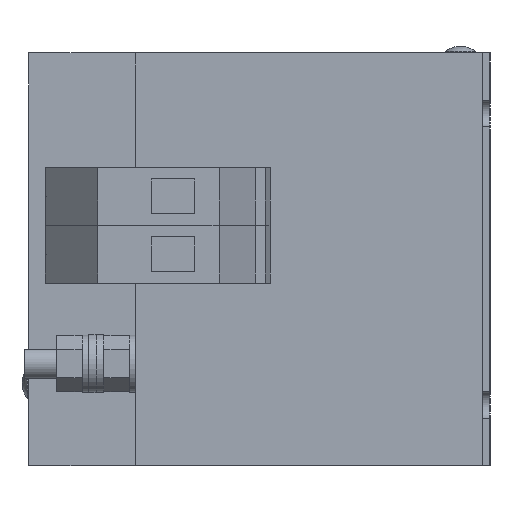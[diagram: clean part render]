
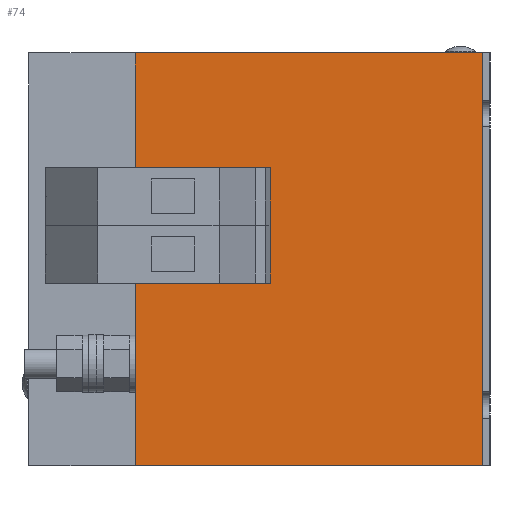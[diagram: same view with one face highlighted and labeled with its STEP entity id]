
A CAD part, left-side view. The second image highlights one B-rep face of the part: STEP entity #74.
In plain terms, the highlighted planar face has unit normal (-1, 0, 0).
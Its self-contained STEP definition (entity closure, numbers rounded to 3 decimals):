
#6 = LINE ( 'NONE', #3540, #6201 ) ;
#74 = ADVANCED_FACE ( 'NONE', ( #2566 ), #2025, .T. ) ;
#188 = LINE ( 'NONE', #4338, #6438 ) ;
#246 = VERTEX_POINT ( 'NONE', #4974 ) ;
#274 = CARTESIAN_POINT ( 'NONE',  ( -97.5, 43.8, 19.4 ) ) ;
#576 = LINE ( 'NONE', #4686, #7501 ) ;
#639 = EDGE_CURVE ( 'NONE', #6631, #1723, #1763, .T. ) ;
#764 = ORIENTED_EDGE ( 'NONE', *, *, #639, .T. ) ;
#960 = VECTOR ( 'NONE', #4659, 1000. ) ;
#1031 = CARTESIAN_POINT ( 'NONE',  ( -97.5, 43.8, -42. ) ) ;
#1107 = EDGE_CURVE ( 'NONE', #246, #3562, #6, .T. ) ;
#1160 = EDGE_CURVE ( 'NONE', #7600, #6131, #1834, .T. ) ;
#1228 = ORIENTED_EDGE ( 'NONE', *, *, #2483, .T. ) ;
#1251 = DIRECTION ( 'NONE',  ( 0., 0., -1. ) ) ;
#1492 = EDGE_CURVE ( 'NONE', #246, #6373, #4036, .T. ) ;
#1517 = CARTESIAN_POINT ( 'NONE',  ( -97.5, 71.5, 43. ) ) ;
#1723 = VERTEX_POINT ( 'NONE', #274 ) ;
#1763 = LINE ( 'NONE', #4128, #4014 ) ;
#1803 = CARTESIAN_POINT ( 'NONE',  ( -97.5, 0., -42. ) ) ;
#1834 = LINE ( 'NONE', #4200, #4058 ) ;
#1874 = DIRECTION ( 'NONE',  ( 0., -1., 0. ) ) ;
#1887 = ORIENTED_EDGE ( 'NONE', *, *, #5016, .F. ) ;
#2025 = PLANE ( 'NONE',  #4098 ) ;
#2117 = VERTEX_POINT ( 'NONE', #3254 ) ;
#2302 = LINE ( 'NONE', #1031, #960 ) ;
#2332 = DIRECTION ( 'NONE',  ( 0., -1., 0. ) ) ;
#2483 = EDGE_CURVE ( 'NONE', #3562, #2117, #3665, .T. ) ;
#2566 = FACE_OUTER_BOUND ( 'NONE', #3793, .T. ) ;
#2993 = VECTOR ( 'NONE', #2332, 1000. ) ;
#3254 = CARTESIAN_POINT ( 'NONE',  ( -97.5, 0., 43. ) ) ;
#3411 = CARTESIAN_POINT ( 'NONE',  ( -97.5, 71.5, 19.4 ) ) ;
#3531 = DIRECTION ( 'NONE',  ( 0., 0., 1. ) ) ;
#3534 = LINE ( 'NONE', #5895, #2993 ) ;
#3540 = CARTESIAN_POINT ( 'NONE',  ( -97.5, 0., -42. ) ) ;
#3562 = VERTEX_POINT ( 'NONE', #7587 ) ;
#3665 = LINE ( 'NONE', #1803, #7254 ) ;
#3697 = ORIENTED_EDGE ( 'NONE', *, *, #7385, .F. ) ;
#3729 = EDGE_CURVE ( 'NONE', #6631, #5368, #188, .T. ) ;
#3793 = EDGE_LOOP ( 'NONE', ( #7028, #764, #4042, #4156, #1887, #7429, #4735, #1228, #3697 ) ) ;
#4014 = VECTOR ( 'NONE', #6491, 1000. ) ;
#4036 = LINE ( 'NONE', #6473, #6402 ) ;
#4042 = ORIENTED_EDGE ( 'NONE', *, *, #4344, .T. ) ;
#4058 = VECTOR ( 'NONE', #1251, 1000. ) ;
#4098 = AXIS2_PLACEMENT_3D ( 'NONE', #6786, #6166, #4922 ) ;
#4128 = CARTESIAN_POINT ( 'NONE',  ( -97.5, 0., 19.4 ) ) ;
#4150 = DIRECTION ( 'NONE',  ( 0., -1., 0. ) ) ;
#4156 = ORIENTED_EDGE ( 'NONE', *, *, #1160, .T. ) ;
#4200 = CARTESIAN_POINT ( 'NONE',  ( -97.5, 43.8, -42. ) ) ;
#4338 = CARTESIAN_POINT ( 'NONE',  ( -97.5, 71.5, -42. ) ) ;
#4344 = EDGE_CURVE ( 'NONE', #1723, #7600, #2302, .T. ) ;
#4507 = CARTESIAN_POINT ( 'NONE',  ( -97.5, 43.8, 7.5 ) ) ;
#4659 = DIRECTION ( 'NONE',  ( 0., 0., -1. ) ) ;
#4686 = CARTESIAN_POINT ( 'NONE',  ( -97.5, 0., -4.4 ) ) ;
#4735 = ORIENTED_EDGE ( 'NONE', *, *, #1107, .T. ) ;
#4922 = DIRECTION ( 'NONE',  ( 0., -1., 0. ) ) ;
#4974 = CARTESIAN_POINT ( 'NONE',  ( -97.5, 71.5, -42. ) ) ;
#5016 = EDGE_CURVE ( 'NONE', #6373, #6131, #576, .T. ) ;
#5361 = CARTESIAN_POINT ( 'NONE',  ( -97.5, 43.8, -4.4 ) ) ;
#5368 = VERTEX_POINT ( 'NONE', #1517 ) ;
#5375 = DIRECTION ( 'NONE',  ( 0., 0., 1. ) ) ;
#5895 = CARTESIAN_POINT ( 'NONE',  ( -97.5, 0., 43. ) ) ;
#6131 = VERTEX_POINT ( 'NONE', #5361 ) ;
#6166 = DIRECTION ( 'NONE',  ( -1., 0., 0. ) ) ;
#6201 = VECTOR ( 'NONE', #1874, 1000. ) ;
#6373 = VERTEX_POINT ( 'NONE', #7059 ) ;
#6402 = VECTOR ( 'NONE', #3531, 1000. ) ;
#6438 = VECTOR ( 'NONE', #5375, 1000. ) ;
#6473 = CARTESIAN_POINT ( 'NONE',  ( -97.5, 71.5, -42. ) ) ;
#6491 = DIRECTION ( 'NONE',  ( 0., -1., 0. ) ) ;
#6631 = VERTEX_POINT ( 'NONE', #3411 ) ;
#6786 = CARTESIAN_POINT ( 'NONE',  ( -97.5, 0., -42. ) ) ;
#7028 = ORIENTED_EDGE ( 'NONE', *, *, #3729, .F. ) ;
#7059 = CARTESIAN_POINT ( 'NONE',  ( -97.5, 71.5, -4.4 ) ) ;
#7190 = DIRECTION ( 'NONE',  ( 0., 0., 1. ) ) ;
#7254 = VECTOR ( 'NONE', #7190, 1000. ) ;
#7385 = EDGE_CURVE ( 'NONE', #5368, #2117, #3534, .T. ) ;
#7429 = ORIENTED_EDGE ( 'NONE', *, *, #1492, .F. ) ;
#7501 = VECTOR ( 'NONE', #4150, 1000. ) ;
#7587 = CARTESIAN_POINT ( 'NONE',  ( -97.5, 0., -42. ) ) ;
#7600 = VERTEX_POINT ( 'NONE', #4507 ) ;
